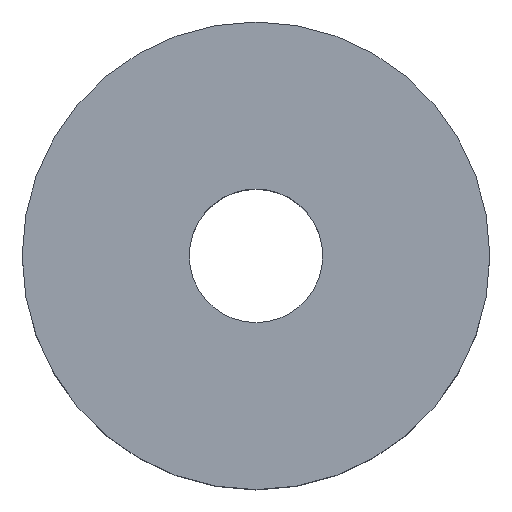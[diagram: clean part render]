
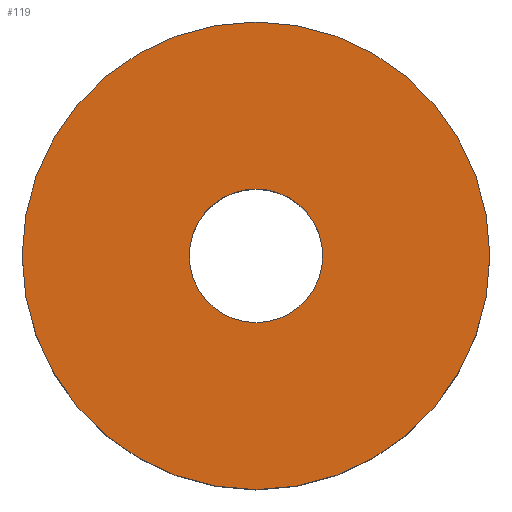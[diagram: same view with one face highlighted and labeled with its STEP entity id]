
A CAD part, top view. The second image highlights one B-rep face of the part: STEP entity #119.
In plain terms, the highlighted planar face has unit normal (0, 0, 1).
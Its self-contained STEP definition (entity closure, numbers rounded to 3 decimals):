
#7 = EDGE_LOOP ( 'NONE', ( #124, #23 ) ) ;
#14 = DIRECTION ( 'NONE',  ( 0., 0., 1. ) ) ;
#18 = CARTESIAN_POINT ( 'NONE',  ( 14., 0., 40. ) ) ;
#19 = EDGE_CURVE ( 'NONE', #190, #191, #74, .T. ) ;
#23 = ORIENTED_EDGE ( 'NONE', *, *, #24, .F. ) ;
#24 = EDGE_CURVE ( 'NONE', #191, #190, #53, .T. ) ;
#26 = CARTESIAN_POINT ( 'NONE',  ( 0., 0., 40. ) ) ;
#30 = DIRECTION ( 'NONE',  ( 0., 0., 1. ) ) ;
#38 = CIRCLE ( 'NONE', #89, 49. ) ;
#48 = DIRECTION ( 'NONE',  ( 1., 0., 0. ) ) ;
#53 = CIRCLE ( 'NONE', #57, 14. ) ;
#57 = AXIS2_PLACEMENT_3D ( 'NONE', #143, #95, #71 ) ;
#58 = ORIENTED_EDGE ( 'NONE', *, *, #188, .T. ) ;
#61 = CARTESIAN_POINT ( 'NONE',  ( 0., 0., 40. ) ) ;
#63 = DIRECTION ( 'NONE',  ( 1., 0., 0. ) ) ;
#65 = EDGE_CURVE ( 'NONE', #104, #176, #84, .T. ) ;
#71 = DIRECTION ( 'NONE',  ( 1., 0., 0. ) ) ;
#73 = PLANE ( 'NONE',  #201 ) ;
#74 = CIRCLE ( 'NONE', #126, 14. ) ;
#84 = CIRCLE ( 'NONE', #146, 49. ) ;
#88 = ORIENTED_EDGE ( 'NONE', *, *, #65, .T. ) ;
#89 = AXIS2_PLACEMENT_3D ( 'NONE', #214, #14, #186 ) ;
#92 = DIRECTION ( 'NONE',  ( 0., 0., 1. ) ) ;
#95 = DIRECTION ( 'NONE',  ( 0., 0., 1. ) ) ;
#104 = VERTEX_POINT ( 'NONE', #112 ) ;
#112 = CARTESIAN_POINT ( 'NONE',  ( -49., 0., 40. ) ) ;
#119 = ADVANCED_FACE ( 'NONE', ( #211, #194 ), #73, .T. ) ;
#124 = ORIENTED_EDGE ( 'NONE', *, *, #19, .F. ) ;
#125 = CARTESIAN_POINT ( 'NONE',  ( 49., 0., 40. ) ) ;
#126 = AXIS2_PLACEMENT_3D ( 'NONE', #26, #92, #180 ) ;
#133 = CARTESIAN_POINT ( 'NONE',  ( -14., 0., 40. ) ) ;
#143 = CARTESIAN_POINT ( 'NONE',  ( 0., 0., 40. ) ) ;
#146 = AXIS2_PLACEMENT_3D ( 'NONE', #199, #198, #48 ) ;
#159 = EDGE_LOOP ( 'NONE', ( #88, #58 ) ) ;
#176 = VERTEX_POINT ( 'NONE', #125 ) ;
#180 = DIRECTION ( 'NONE',  ( 1., 0., 0. ) ) ;
#186 = DIRECTION ( 'NONE',  ( 1., 0., 0. ) ) ;
#188 = EDGE_CURVE ( 'NONE', #176, #104, #38, .T. ) ;
#190 = VERTEX_POINT ( 'NONE', #133 ) ;
#191 = VERTEX_POINT ( 'NONE', #18 ) ;
#194 = FACE_BOUND ( 'NONE', #7, .T. ) ;
#198 = DIRECTION ( 'NONE',  ( 0., 0., 1. ) ) ;
#199 = CARTESIAN_POINT ( 'NONE',  ( 0., 0., 40. ) ) ;
#201 = AXIS2_PLACEMENT_3D ( 'NONE', #61, #30, #63 ) ;
#211 = FACE_OUTER_BOUND ( 'NONE', #159, .T. ) ;
#214 = CARTESIAN_POINT ( 'NONE',  ( 0., 0., 40. ) ) ;
